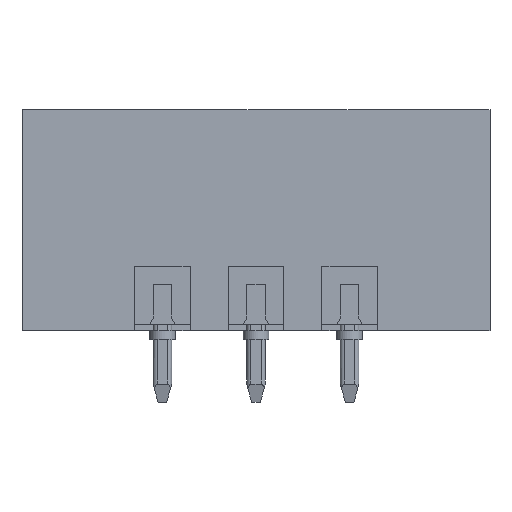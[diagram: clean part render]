
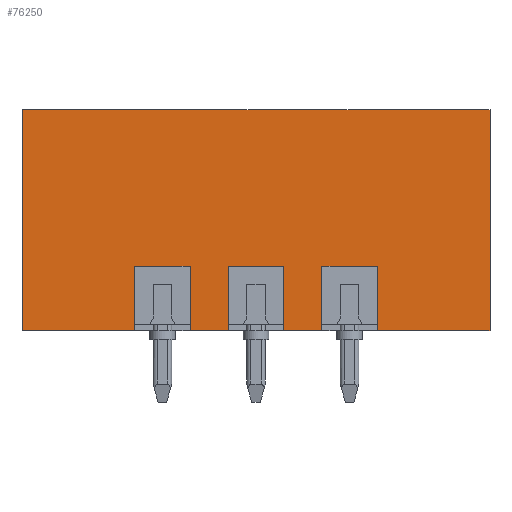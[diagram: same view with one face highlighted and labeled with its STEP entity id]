
A CAD part, front view. The second image highlights one B-rep face of the part: STEP entity #76250.
In plain terms, the highlighted planar face has unit normal (0, -1, 0).
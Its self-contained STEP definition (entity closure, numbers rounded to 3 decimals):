
#100=CARTESIAN_POINT('',(36.627,37.773,1.5));
#110=VERTEX_POINT('',#100);
#160=CARTESIAN_POINT('',(0.,37.773,1.5));
#170=DIRECTION('',(1.,0.,0.));
#180=VECTOR('',#170,1.);
#190=LINE('',#160,#180);
#200=CARTESIAN_POINT('',(40.127,37.773,
1.5));
#210=VERTEX_POINT('',#200);
#220=EDGE_CURVE('',#110,#210,#190,.T.);
#1110=CARTESIAN_POINT('',(40.127,37.773,-11.66));
#1120=VERTEX_POINT('',#1110);
#1290=CARTESIAN_POINT('',(40.127,37.773,
-8.66));
#1300=VERTEX_POINT('',#1290);
#1330=CARTESIAN_POINT('',(40.127,37.773,0.));
#1340=DIRECTION('',(0.,0.,1.));
#1350=VECTOR('',#1340,1.);
#1360=LINE('',#1330,#1350);
#1370=EDGE_CURVE('',#1120,#1300,#1360,.T.);
#5200=CARTESIAN_POINT('',(0.,37.773,-11.66));
#5210=DIRECTION('',(1.,0.,0.));
#5220=VECTOR('',#5210,1.);
#5230=LINE('',#5200,#5220);
#5240=CARTESIAN_POINT('',(36.627,37.773,-11.66));
#5250=VERTEX_POINT('',#5240);
#5260=EDGE_CURVE('',#5250,#1120,#5230,.T.);
#5810=CARTESIAN_POINT('',(36.627,37.773,-11.66));
#5820=DIRECTION('',(0.,0.,-1.));
#5830=VECTOR('',#5820,1.);
#5840=LINE('',#5810,#5830);
#5850=CARTESIAN_POINT('',(36.627,37.773,-17.78));
#5860=VERTEX_POINT('',#5850);
#5870=EDGE_CURVE('',#5250,#5860,#5840,.T.);
#6090=CARTESIAN_POINT('',(36.627,37.773,7.62));
#6100=VERTEX_POINT('',#6090);
#6130=CARTESIAN_POINT('',(36.627,37.773,7.62));
#6140=DIRECTION('',(0.,0.,-1.));
#6150=VECTOR('',#6140,1.);
#6160=LINE('',#6130,#6150);
#6170=EDGE_CURVE('',#6100,#110,#6160,.T.);
#6250=CARTESIAN_POINT('',(36.627,37.773,-1.5));
#6260=VERTEX_POINT('',#6250);
#6290=CARTESIAN_POINT('',(36.627,37.773,-3.58));
#6300=DIRECTION('',(0.,0.,1.));
#6310=VECTOR('',#6300,1.);
#6320=LINE('',#6290,#6310);
#6330=CARTESIAN_POINT('',(36.627,37.773,-3.58));
#6340=VERTEX_POINT('',#6330);
#6350=EDGE_CURVE('',#6340,#6260,#6320,.T.);
#6570=CARTESIAN_POINT('',(36.627,37.773,-6.58));
#6580=VERTEX_POINT('',#6570);
#6610=CARTESIAN_POINT('',(36.627,37.773,-8.66));
#6620=DIRECTION('',(0.,0.,1.));
#6630=VECTOR('',#6620,1.);
#6640=LINE('',#6610,#6630);
#6650=CARTESIAN_POINT('',(36.627,37.773,-8.66));
#6660=VERTEX_POINT('',#6650);
#6670=EDGE_CURVE('',#6660,#6580,#6640,.T.);
#7940=CARTESIAN_POINT('',(48.627,37.773,-17.78));
#7950=DIRECTION('',(-1.,0.,0.));
#7960=VECTOR('',#7950,1.);
#7970=LINE('',#7940,#7960);
#7980=CARTESIAN_POINT('',(48.627,37.773,-17.78));
#7990=VERTEX_POINT('',#7980);
#8000=EDGE_CURVE('',#7990,#5860,#7970,.T.);
#8590=CARTESIAN_POINT('',(48.627,37.773,7.62));
#8600=VERTEX_POINT('',#8590);
#9850=CARTESIAN_POINT('',(48.627,37.773,-17.78));
#9860=DIRECTION('',(0.,0.,1.));
#9870=VECTOR('',#9860,1.);
#9880=LINE('',#9850,#9870);
#9890=EDGE_CURVE('',#7990,#8600,#9880,.T.);
#10060=CARTESIAN_POINT('',(36.627,37.773,7.62));
#10070=DIRECTION('',(1.,0.,0.));
#10080=VECTOR('',#10070,1.);
#10090=LINE('',#10060,#10080);
#10100=EDGE_CURVE('',#6100,#8600,#10090,.T.);
#34130=CARTESIAN_POINT('',(40.127,37.773,
-1.5));
#34140=VERTEX_POINT('',#34130);
#34170=CARTESIAN_POINT('',(0.,37.773,-1.5));
#34180=DIRECTION('',(1.,0.,0.));
#34190=VECTOR('',#34180,1.);
#34200=LINE('',#34170,#34190);
#34210=EDGE_CURVE('',#6260,#34140,#34200,.T.);
#61520=CARTESIAN_POINT('',(40.127,37.773,
-6.58));
#61530=VERTEX_POINT('',#61520);
#61560=CARTESIAN_POINT('',(0.,37.773,-6.58));
#61570=DIRECTION('',(1.,0.,0.));
#61580=VECTOR('',#61570,1.);
#61590=LINE('',#61560,#61580);
#61600=EDGE_CURVE('',#6580,#61530,#61590,.T.);
#61910=CARTESIAN_POINT('',(40.127,37.773,-3.58));
#61920=VERTEX_POINT('',#61910);
#61950=CARTESIAN_POINT('',(40.127,37.773,0.));
#61960=DIRECTION('',(0.,0.,1.));
#61970=VECTOR('',#61960,1.);
#61980=LINE('',#61950,#61970);
#61990=EDGE_CURVE('',#61530,#61920,#61980,.T.);
#62500=CARTESIAN_POINT('',(0.,37.773,-3.58));
#62510=DIRECTION('',(1.,0.,0.));
#62520=VECTOR('',#62510,1.);
#62530=LINE('',#62500,#62520);
#62540=EDGE_CURVE('',#6340,#61920,#62530,.T.);
#62810=CARTESIAN_POINT('',(0.,37.773,-8.66));
#62820=DIRECTION('',(1.,0.,0.));
#62830=VECTOR('',#62820,1.);
#62840=LINE('',#62810,#62830);
#62850=EDGE_CURVE('',#6660,#1300,#62840,.T.);
#75970=CARTESIAN_POINT('',(35.306,37.773,
-1.224));
#75980=DIRECTION('',(0.,1.,0.));
#75990=DIRECTION('',(0.,0.,-1.));
#76000=AXIS2_PLACEMENT_3D('',#75970,#75980,#75990);
#76010=PLANE('',#76000);
#76020=ORIENTED_EDGE('',*,*,#61990,.F.);
#76030=ORIENTED_EDGE('',*,*,#62540,.T.);
#76040=ORIENTED_EDGE('',*,*,#6350,.F.);
#76050=ORIENTED_EDGE('',*,*,#34210,.F.);
#76060=CARTESIAN_POINT('',(40.127,37.773,0.));
#76070=DIRECTION('',(0.,0.,1.));
#76080=VECTOR('',#76070,1.);
#76090=LINE('',#76060,#76080);
#76100=EDGE_CURVE('',#34140,#210,#76090,.T.);
#76110=ORIENTED_EDGE('',*,*,#76100,.F.);
#76120=ORIENTED_EDGE('',*,*,#220,.T.);
#76130=ORIENTED_EDGE('',*,*,#6170,.T.);
#76140=ORIENTED_EDGE('',*,*,#10100,.F.);
#76150=ORIENTED_EDGE('',*,*,#9890,.T.);
#76160=ORIENTED_EDGE('',*,*,#8000,.F.);
#76170=ORIENTED_EDGE('',*,*,#5870,.T.);
#76180=ORIENTED_EDGE('',*,*,#5260,.F.);
#76190=ORIENTED_EDGE('',*,*,#1370,.F.);
#76200=ORIENTED_EDGE('',*,*,#62850,.T.);
#76210=ORIENTED_EDGE('',*,*,#6670,.F.);
#76220=ORIENTED_EDGE('',*,*,#61600,.F.);
#76230=EDGE_LOOP('',(#76220,#76210,#76200,#76190,#76180,#76170,#76160,
#76150,#76140,#76130,#76120,#76110,#76050,#76040,#76030,#76020));
#76240=FACE_OUTER_BOUND('',#76230,.T.);
#76250=ADVANCED_FACE('',(#76240),#76010,.F.);
